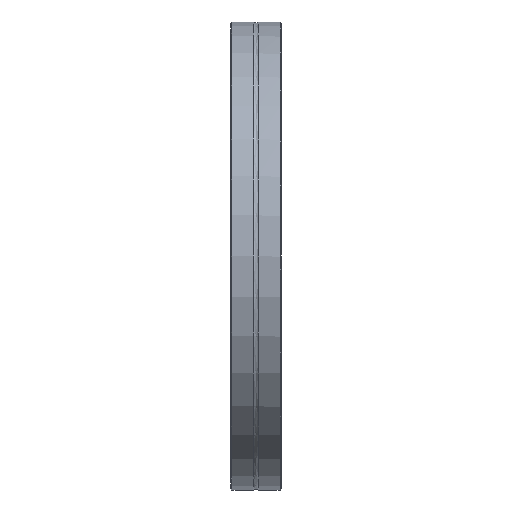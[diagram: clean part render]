
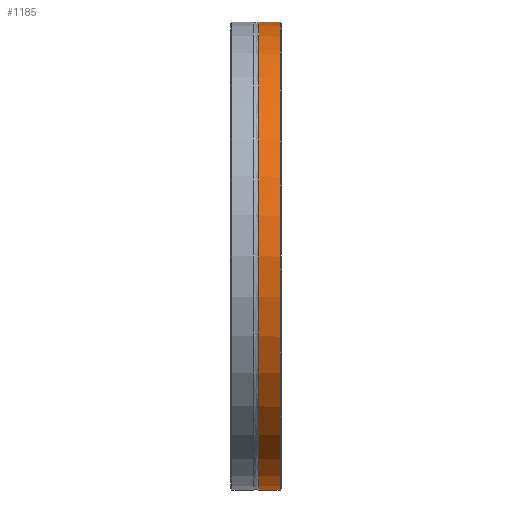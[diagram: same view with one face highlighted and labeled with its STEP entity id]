
A CAD part, front view. The second image highlights one B-rep face of the part: STEP entity #1185.
In plain terms, the highlighted cylindrical face has radius 101.25 mm (diameter 202.5 mm), a full revolution.
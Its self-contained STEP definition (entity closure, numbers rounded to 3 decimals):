
#68 = FACE_OUTER_BOUND ( 'NONE', #441, .T. ) ;
#92 = DIRECTION ( 'NONE',  ( 0., 0., -1. ) ) ;
#232 = CARTESIAN_POINT ( 'NONE',  ( -0.6, 101.244, 1.077 ) ) ;
#259 = VERTEX_POINT ( 'NONE', #2690 ) ;
#441 = EDGE_LOOP ( 'NONE', ( #1670 ) ) ;
#655 = CARTESIAN_POINT ( 'NONE',  ( -0.6, 101.244, -1.077 ) ) ;
#838 = CYLINDRICAL_SURFACE ( 'NONE', #1526, 101.25 ) ;
#961 = VERTEX_POINT ( 'NONE', #2067 ) ;
#1094 = CARTESIAN_POINT ( 'NONE',  ( -9.8, 0., 0. ) ) ;
#1110 = AXIS2_PLACEMENT_3D ( 'NONE', #2648, #2917, #92 ) ;
#1185 = ADVANCED_FACE ( 'NONE', ( #68, #2571 ), #838, .T. ) ;
#1257 = ORIENTED_EDGE ( 'NONE', *, *, #2635, .T. ) ;
#1385 = AXIS2_PLACEMENT_3D ( 'NONE', #1094, #2747, #2065 ) ;
#1526 = AXIS2_PLACEMENT_3D ( 'NONE', #2694, #2454, #2719 ) ;
#1568 = CARTESIAN_POINT ( 'NONE',  ( -0.8, 101.25, -0.371 ) ) ;
#1670 = ORIENTED_EDGE ( 'NONE', *, *, #2616, .T. ) ;
#1812 = CARTESIAN_POINT ( 'NONE',  ( -0.733, 101.248, -0.73 ) ) ;
#1851 = CARTESIAN_POINT ( 'NONE',  ( -0.6, 101.244, -1.077 ) ) ;
#1974 = EDGE_LOOP ( 'NONE', ( #2219, #1257 ) ) ;
#2065 = DIRECTION ( 'NONE',  ( 0., 0., -1. ) ) ;
#2067 = CARTESIAN_POINT ( 'NONE',  ( -9.8, 0., -101.25 ) ) ;
#2187 = CIRCLE ( 'NONE', #1385, 101.25 ) ;
#2219 = ORIENTED_EDGE ( 'NONE', *, *, #2872, .T. ) ;
#2276 = CARTESIAN_POINT ( 'NONE',  ( -0.8, 101.25, 0.371 ) ) ;
#2409 = CIRCLE ( 'NONE', #1110, 101.25 ) ;
#2454 = DIRECTION ( 'NONE',  ( 1., 0., 0. ) ) ;
#2571 = FACE_OUTER_BOUND ( 'NONE', #1974, .T. ) ;
#2613 = B_SPLINE_CURVE_WITH_KNOTS ( 'NONE', 3,
 ( #232, #2988, #2276, #1568, #1812, #655 ),
 .UNSPECIFIED., .F., .F.,
 ( 4, 2, 4 ),
 ( -0.001, 0., 0.001 ),
 .UNSPECIFIED. ) ;
#2616 = EDGE_CURVE ( 'NONE', #961, #961, #2187, .T. ) ;
#2635 = EDGE_CURVE ( 'NONE', #259, #2795, #2613, .T. ) ;
#2648 = CARTESIAN_POINT ( 'NONE',  ( -0.6, 0., 0. ) ) ;
#2690 = CARTESIAN_POINT ( 'NONE',  ( -0.6, 101.244, 1.077 ) ) ;
#2694 = CARTESIAN_POINT ( 'NONE',  ( -4.9, 0., 0. ) ) ;
#2719 = DIRECTION ( 'NONE',  ( 0., 0., -1. ) ) ;
#2747 = DIRECTION ( 'NONE',  ( 1., 0., 0. ) ) ;
#2795 = VERTEX_POINT ( 'NONE', #1851 ) ;
#2872 = EDGE_CURVE ( 'NONE', #2795, #259, #2409, .T. ) ;
#2917 = DIRECTION ( 'NONE',  ( -1., 0., 0. ) ) ;
#2988 = CARTESIAN_POINT ( 'NONE',  ( -0.733, 101.248, 0.73 ) ) ;
